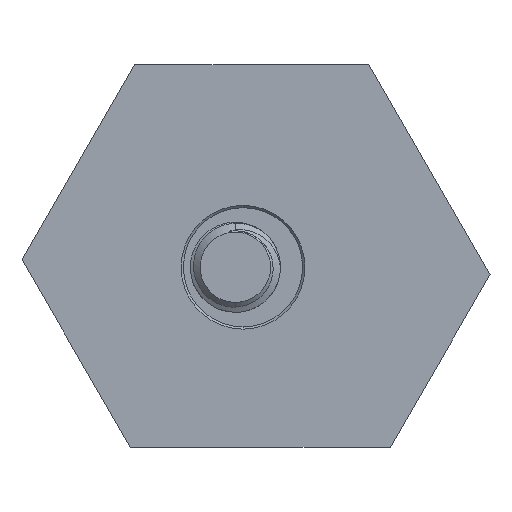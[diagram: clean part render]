
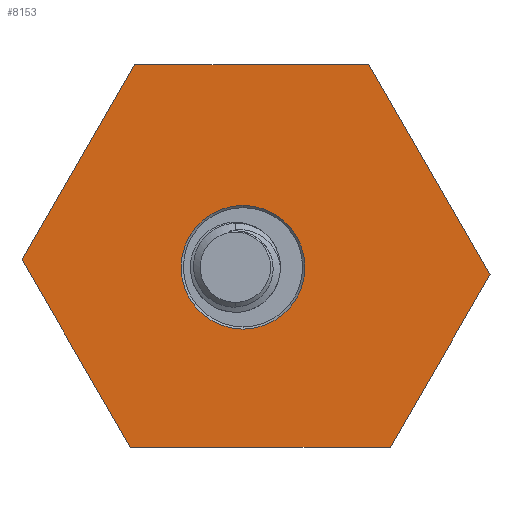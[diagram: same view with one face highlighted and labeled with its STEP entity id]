
A CAD part, front view. The second image highlights one B-rep face of the part: STEP entity #8153.
In plain terms, the highlighted planar face has unit normal (0, -1, 0).
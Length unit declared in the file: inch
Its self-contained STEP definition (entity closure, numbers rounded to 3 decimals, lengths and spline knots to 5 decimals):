
#405 = DIRECTION ( 'NONE',  ( -0.5, 0., -0.866 ) ) ;
#439 = VERTEX_POINT ( 'NONE', #9897 ) ;
#581 = EDGE_CURVE ( 'NONE', #3517, #11677, #9247, .T. ) ;
#587 = CARTESIAN_POINT ( 'NONE',  ( 0., 0., 0. ) ) ;
#662 = VERTEX_POINT ( 'NONE', #11724 ) ;
#922 = VECTOR ( 'NONE', #405, 39.37008 ) ;
#1258 = EDGE_CURVE ( 'NONE', #8901, #662, #11440, .T. ) ;
#1283 = LINE ( 'NONE', #11384, #11340 ) ;
#1556 = ORIENTED_EDGE ( 'NONE', *, *, #4032, .T. ) ;
#1577 = CARTESIAN_POINT ( 'NONE',  ( -0.56826, 0., 1.06299 ) ) ;
#1631 = CARTESIAN_POINT ( 'NONE',  ( -0.59099, 0., -0.94488 ) ) ;
#1921 = VERTEX_POINT ( 'NONE', #9626 ) ;
#1942 = PLANE ( 'NONE',  #3653 ) ;
#2499 = EDGE_CURVE ( 'NONE', #3444, #1921, #1283, .T. ) ;
#2730 = EDGE_CURVE ( 'NONE', #439, #4474, #4572, .T. ) ;
#3134 = ORIENTED_EDGE ( 'NONE', *, *, #5544, .F. ) ;
#3147 = ORIENTED_EDGE ( 'NONE', *, *, #2499, .F. ) ;
#3152 = DIRECTION ( 'NONE',  ( 0., 1., 0. ) ) ;
#3168 = ORIENTED_EDGE ( 'NONE', *, *, #581, .T. ) ;
#3314 = DIRECTION ( 'NONE',  ( 0.5, 0., 0.866 ) ) ;
#3325 = CARTESIAN_POINT ( 'NONE',  ( 0.77283, 0., -0.94488 ) ) ;
#3444 = VERTEX_POINT ( 'NONE', #9308 ) ;
#3517 = VERTEX_POINT ( 'NONE', #8358 ) ;
#3518 = CARTESIAN_POINT ( 'NONE',  ( 0.65918, 0., 1.06299 ) ) ;
#3585 = VECTOR ( 'NONE', #11064, 39.37008 ) ;
#3653 = AXIS2_PLACEMENT_3D ( 'NONE', #7507, #8348, #3919 ) ;
#3699 = ORIENTED_EDGE ( 'NONE', *, *, #7046, .F. ) ;
#3708 = VECTOR ( 'NONE', #4469, 39.37008 ) ;
#3906 = ORIENTED_EDGE ( 'NONE', *, *, #2730, .F. ) ;
#3919 = DIRECTION ( 'NONE',  ( 0., 0., -1. ) ) ;
#4032 = EDGE_CURVE ( 'NONE', #11677, #3517, #4703, .T. ) ;
#4152 = DIRECTION ( 'NONE',  ( 0., 0., -1. ) ) ;
#4469 = DIRECTION ( 'NONE',  ( -0.5, 0., 0.866 ) ) ;
#4474 = VERTEX_POINT ( 'NONE', #1631 ) ;
#4572 = LINE ( 'NONE', #5515, #3585 ) ;
#4703 = CIRCLE ( 'NONE', #11315, 0.3245 ) ;
#5479 = ORIENTED_EDGE ( 'NONE', *, *, #10403, .F. ) ;
#5480 = DIRECTION ( 'NONE',  ( 1., 0., 0. ) ) ;
#5515 = CARTESIAN_POINT ( 'NONE',  ( -0.59099, 0., -0.94488 ) ) ;
#5544 = EDGE_CURVE ( 'NONE', #1921, #439, #11451, .T. ) ;
#6244 = VECTOR ( 'NONE', #3314, 39.37008 ) ;
#6352 = LINE ( 'NONE', #3518, #7418 ) ;
#6609 = FACE_OUTER_BOUND ( 'NONE', #10134, .T. ) ;
#6816 = DIRECTION ( 'NONE',  ( 0., 0., -1. ) ) ;
#7046 = EDGE_CURVE ( 'NONE', #662, #3444, #6352, .T. ) ;
#7155 = ORIENTED_EDGE ( 'NONE', *, *, #1258, .F. ) ;
#7220 = CARTESIAN_POINT ( 'NONE',  ( 0., 0., -0.3245 ) ) ;
#7418 = VECTOR ( 'NONE', #5480, 39.37008 ) ;
#7507 = CARTESIAN_POINT ( 'NONE',  ( 0., 0., 0. ) ) ;
#8144 = CARTESIAN_POINT ( 'NONE',  ( -1.15925, 0., 0.03937 ) ) ;
#8153 = ADVANCED_FACE ( 'NONE', ( #10126, #6609 ), #1942, .T. ) ;
#8157 = EDGE_LOOP ( 'NONE', ( #1556, #3168 ) ) ;
#8348 = DIRECTION ( 'NONE',  ( 0., -1., 0. ) ) ;
#8358 = CARTESIAN_POINT ( 'NONE',  ( 0., 0., 0.3245 ) ) ;
#8699 = CARTESIAN_POINT ( 'NONE',  ( 0., 0., 0. ) ) ;
#8901 = VERTEX_POINT ( 'NONE', #8144 ) ;
#9247 = CIRCLE ( 'NONE', #10023, 0.3245 ) ;
#9308 = CARTESIAN_POINT ( 'NONE',  ( 0.65918, 0., 1.06299 ) ) ;
#9626 = CARTESIAN_POINT ( 'NONE',  ( 1.29563, 0., -0.03937 ) ) ;
#9897 = CARTESIAN_POINT ( 'NONE',  ( 0.77283, 0., -0.94488 ) ) ;
#10023 = AXIS2_PLACEMENT_3D ( 'NONE', #8699, #10415, #4152 ) ;
#10126 = FACE_BOUND ( 'NONE', #8157, .T. ) ;
#10134 = EDGE_LOOP ( 'NONE', ( #5479, #3906, #3134, #3147, #3699, #7155 ) ) ;
#10403 = EDGE_CURVE ( 'NONE', #4474, #8901, #10727, .T. ) ;
#10415 = DIRECTION ( 'NONE',  ( 0., 1., 0. ) ) ;
#10727 = LINE ( 'NONE', #11631, #3708 ) ;
#11064 = DIRECTION ( 'NONE',  ( -1., 0., 0. ) ) ;
#11315 = AXIS2_PLACEMENT_3D ( 'NONE', #587, #3152, #6816 ) ;
#11320 = DIRECTION ( 'NONE',  ( 0.5, 0., -0.866 ) ) ;
#11340 = VECTOR ( 'NONE', #11320, 39.37008 ) ;
#11384 = CARTESIAN_POINT ( 'NONE',  ( 1.29563, 0., -0.03937 ) ) ;
#11440 = LINE ( 'NONE', #1577, #6244 ) ;
#11451 = LINE ( 'NONE', #3325, #922 ) ;
#11631 = CARTESIAN_POINT ( 'NONE',  ( -1.15925, 0., 0.03937 ) ) ;
#11677 = VERTEX_POINT ( 'NONE', #7220 ) ;
#11724 = CARTESIAN_POINT ( 'NONE',  ( -0.56826, 0., 1.06299 ) ) ;
